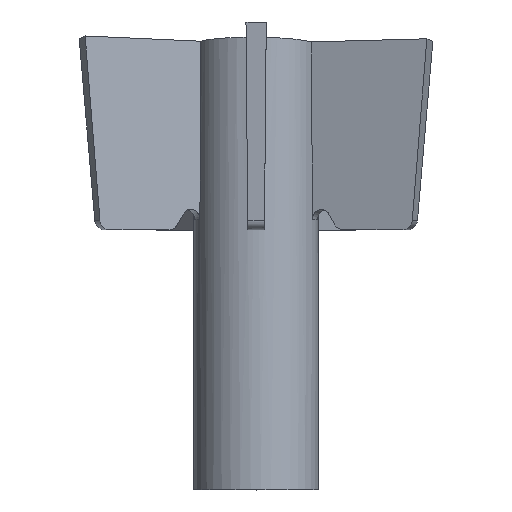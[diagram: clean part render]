
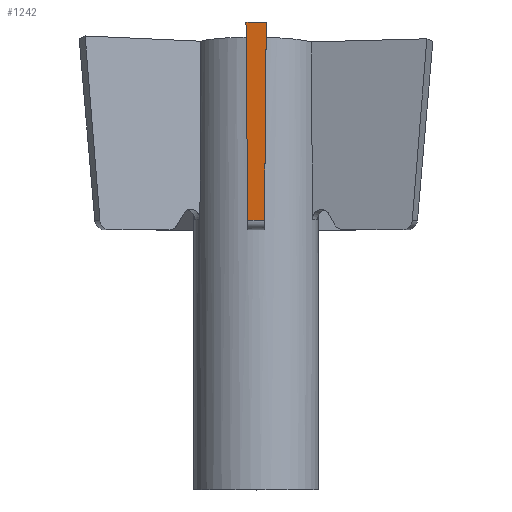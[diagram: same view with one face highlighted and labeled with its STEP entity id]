
A CAD part, top view. The second image highlights one B-rep face of the part: STEP entity #1242.
In plain terms, the highlighted planar face has unit normal (0, -0.087, 0.996).
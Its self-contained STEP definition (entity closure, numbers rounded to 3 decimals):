
#1242 = ADVANCED_FACE('',(#1243),#1257,.T.);
#1243 = FACE_BOUND('',#1244,.T.);
#1244 = EDGE_LOOP('',(#1245,#1268,#1284,#1300));
#1245 = ORIENTED_EDGE('',*,*,#1246,.T.);
#1246 = EDGE_CURVE('',#1247,#1249,#1251,.T.);
#1247 = VERTEX_POINT('',#1248);
#1248 = CARTESIAN_POINT('',(1389.639,-737.481,
    1473.799));
#1249 = VERTEX_POINT('',#1250);
#1250 = CARTESIAN_POINT('',(1389.723,-747.015,
    1472.965));
#1251 = SURFACE_CURVE('',#1252,(#1256),.PCURVE_S1.);
#1252 = LINE('',#1253,#1254);
#1253 = CARTESIAN_POINT('',(1389.723,-747.123,
    1472.955));
#1254 = VECTOR('',#1255,1.);
#1255 = DIRECTION('',(0.009,-0.996,
    -0.087));
#1256 = PCURVE('',#1257,#1262);
#1257 = PLANE('',#1258);
#1258 = AXIS2_PLACEMENT_3D('',#1259,#1260,#1261);
#1259 = CARTESIAN_POINT('',(1389.726,-747.123,
    1472.955));
#1260 = DIRECTION('',(0.,-0.087,0.996));
#1261 = DIRECTION('',(0.,-0.996,-0.087));
#1262 = DEFINITIONAL_REPRESENTATION('',(#1263),#1267);
#1263 = LINE('',#1264,#1265);
#1264 = CARTESIAN_POINT('',(0.,-0.003));
#1265 = VECTOR('',#1266,1.);
#1266 = DIRECTION('',(1.,0.009));
#1267 = ( GEOMETRIC_REPRESENTATION_CONTEXT(2) 
PARAMETRIC_REPRESENTATION_CONTEXT() REPRESENTATION_CONTEXT('2D SPACE',''
  ) );
#1268 = ORIENTED_EDGE('',*,*,#1269,.T.);
#1269 = EDGE_CURVE('',#1249,#1270,#1272,.T.);
#1270 = VERTEX_POINT('',#1271);
#1271 = CARTESIAN_POINT('',(1390.53,-747.015,
    1472.965));
#1272 = SURFACE_CURVE('',#1273,(#1277),.PCURVE_S1.);
#1273 = LINE('',#1274,#1275);
#1274 = CARTESIAN_POINT('',(1389.726,-747.015,
    1472.965));
#1275 = VECTOR('',#1276,1.);
#1276 = DIRECTION('',(1.,0.,0.));
#1277 = PCURVE('',#1257,#1278);
#1278 = DEFINITIONAL_REPRESENTATION('',(#1279),#1283);
#1279 = LINE('',#1280,#1281);
#1280 = CARTESIAN_POINT('',(-0.108,0.));
#1281 = VECTOR('',#1282,1.);
#1282 = DIRECTION('',(0.,1.));
#1283 = ( GEOMETRIC_REPRESENTATION_CONTEXT(2) 
PARAMETRIC_REPRESENTATION_CONTEXT() REPRESENTATION_CONTEXT('2D SPACE',''
  ) );
#1284 = ORIENTED_EDGE('',*,*,#1285,.F.);
#1285 = EDGE_CURVE('',#1286,#1270,#1288,.T.);
#1286 = VERTEX_POINT('',#1287);
#1287 = CARTESIAN_POINT('',(1390.614,-737.496,
    1473.798));
#1288 = SURFACE_CURVE('',#1289,(#1293),.PCURVE_S1.);
#1289 = LINE('',#1290,#1291);
#1290 = CARTESIAN_POINT('',(1390.53,-747.123,
    1472.955));
#1291 = VECTOR('',#1292,1.);
#1292 = DIRECTION('',(-0.009,-0.996,
    -0.087));
#1293 = PCURVE('',#1257,#1294);
#1294 = DEFINITIONAL_REPRESENTATION('',(#1295),#1299);
#1295 = LINE('',#1296,#1297);
#1296 = CARTESIAN_POINT('',(0.,0.803));
#1297 = VECTOR('',#1298,1.);
#1298 = DIRECTION('',(1.,-0.009));
#1299 = ( GEOMETRIC_REPRESENTATION_CONTEXT(2) 
PARAMETRIC_REPRESENTATION_CONTEXT() REPRESENTATION_CONTEXT('2D SPACE',''
  ) );
#1300 = ORIENTED_EDGE('',*,*,#1301,.T.);
#1301 = EDGE_CURVE('',#1286,#1247,#1302,.T.);
#1302 = SURFACE_CURVE('',#1303,(#1308),.PCURVE_S1.);
#1303 = B_SPLINE_CURVE_WITH_KNOTS('',3,(#1304,#1305,#1306,#1307),
  .UNSPECIFIED.,.F.,.F.,(4,4),(0.,1.),.PIECEWISE_BEZIER_KNOTS.);
#1304 = CARTESIAN_POINT('',(1390.614,-737.496,
    1473.798));
#1305 = CARTESIAN_POINT('',(1390.289,-737.491,
    1473.798));
#1306 = CARTESIAN_POINT('',(1389.964,-737.486,
    1473.799));
#1307 = CARTESIAN_POINT('',(1389.639,-737.481,
    1473.799));
#1308 = PCURVE('',#1257,#1309);
#1309 = DEFINITIONAL_REPRESENTATION('',(#1310),#1315);
#1310 = B_SPLINE_CURVE_WITH_KNOTS('',3,(#1311,#1312,#1313,#1314),
  .UNSPECIFIED.,.F.,.F.,(4,4),(0.,1.),.PIECEWISE_BEZIER_KNOTS.);
#1311 = CARTESIAN_POINT('',(-9.664,0.887));
#1312 = CARTESIAN_POINT('',(-9.669,0.562));
#1313 = CARTESIAN_POINT('',(-9.674,0.238));
#1314 = CARTESIAN_POINT('',(-9.679,-0.087));
#1315 = ( GEOMETRIC_REPRESENTATION_CONTEXT(2) 
PARAMETRIC_REPRESENTATION_CONTEXT() REPRESENTATION_CONTEXT('2D SPACE',''
  ) );
